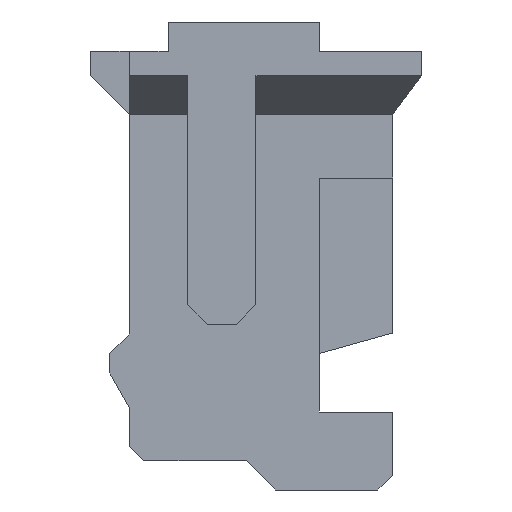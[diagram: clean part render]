
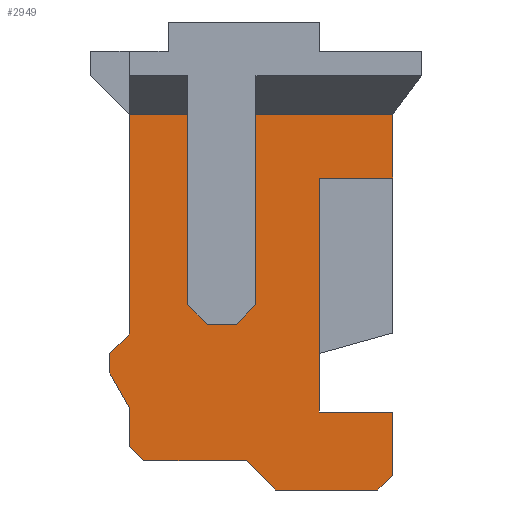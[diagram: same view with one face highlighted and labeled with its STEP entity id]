
A CAD part, left-side view. The second image highlights one B-rep face of the part: STEP entity #2949.
In plain terms, the highlighted planar face has unit normal (-1, 0, 0).
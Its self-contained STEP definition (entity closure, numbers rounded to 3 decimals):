
#322=ORIENTED_EDGE('',*,*,#1142,.T.);
#323=ORIENTED_EDGE('',*,*,#1143,.T.);
#324=ORIENTED_EDGE('',*,*,#1009,.T.);
#325=ORIENTED_EDGE('',*,*,#1144,.F.);
#326=ORIENTED_EDGE('',*,*,#1145,.T.);
#327=ORIENTED_EDGE('',*,*,#1146,.T.);
#328=ORIENTED_EDGE('',*,*,#972,.T.);
#329=ORIENTED_EDGE('',*,*,#1147,.F.);
#330=ORIENTED_EDGE('',*,*,#1148,.F.);
#331=ORIENTED_EDGE('',*,*,#1149,.F.);
#332=ORIENTED_EDGE('',*,*,#1150,.F.);
#333=ORIENTED_EDGE('',*,*,#1151,.F.);
#334=ORIENTED_EDGE('',*,*,#1152,.F.);
#335=ORIENTED_EDGE('',*,*,#1153,.F.);
#336=ORIENTED_EDGE('',*,*,#946,.T.);
#337=ORIENTED_EDGE('',*,*,#1154,.T.);
#338=ORIENTED_EDGE('',*,*,#1155,.T.);
#339=ORIENTED_EDGE('',*,*,#1156,.T.);
#340=ORIENTED_EDGE('',*,*,#942,.T.);
#341=ORIENTED_EDGE('',*,*,#1157,.T.);
#342=ORIENTED_EDGE('',*,*,#1158,.F.);
#343=ORIENTED_EDGE('',*,*,#1159,.F.);
#942=EDGE_CURVE('',#1369,#1368,#1644,.T.);
#946=EDGE_CURVE('',#1373,#1372,#1648,.T.);
#972=EDGE_CURVE('',#1395,#1362,#1673,.T.);
#1009=EDGE_CURVE('',#1425,#1426,#1710,.T.);
#1142=EDGE_CURVE('',#1528,#1529,#1840,.T.);
#1143=EDGE_CURVE('',#1529,#1425,#1841,.T.);
#1144=EDGE_CURVE('',#1530,#1426,#1842,.T.);
#1145=EDGE_CURVE('',#1530,#1531,#1843,.T.);
#1146=EDGE_CURVE('',#1531,#1395,#1844,.T.);
#1147=EDGE_CURVE('',#1532,#1362,#1845,.T.);
#1148=EDGE_CURVE('',#1533,#1532,#1846,.T.);
#1149=EDGE_CURVE('',#1534,#1533,#1847,.T.);
#1150=EDGE_CURVE('',#1535,#1534,#1848,.T.);
#1151=EDGE_CURVE('',#1536,#1535,#1849,.T.);
#1152=EDGE_CURVE('',#1537,#1536,#1850,.T.);
#1153=EDGE_CURVE('',#1373,#1537,#1851,.T.);
#1154=EDGE_CURVE('',#1372,#1538,#1852,.T.);
#1155=EDGE_CURVE('',#1538,#1539,#1853,.T.);
#1156=EDGE_CURVE('',#1539,#1369,#1854,.T.);
#1157=EDGE_CURVE('',#1368,#1540,#1855,.F.);
#1158=EDGE_CURVE('',#1541,#1540,#1856,.T.);
#1159=EDGE_CURVE('',#1528,#1541,#1857,.T.);
#1362=VERTEX_POINT('',#4064);
#1368=VERTEX_POINT('',#4079);
#1369=VERTEX_POINT('',#4081);
#1372=VERTEX_POINT('',#4087);
#1373=VERTEX_POINT('',#4089);
#1395=VERTEX_POINT('',#4139);
#1425=VERTEX_POINT('',#4212);
#1426=VERTEX_POINT('',#4213);
#1528=VERTEX_POINT('',#4474);
#1529=VERTEX_POINT('',#4475);
#1530=VERTEX_POINT('',#4478);
#1531=VERTEX_POINT('',#4480);
#1532=VERTEX_POINT('',#4483);
#1533=VERTEX_POINT('',#4485);
#1534=VERTEX_POINT('',#4487);
#1535=VERTEX_POINT('',#4489);
#1536=VERTEX_POINT('',#4491);
#1537=VERTEX_POINT('',#4493);
#1538=VERTEX_POINT('',#4496);
#1539=VERTEX_POINT('',#4498);
#1540=VERTEX_POINT('',#4501);
#1541=VERTEX_POINT('',#4503);
#1644=LINE('',#4080,#2066);
#1648=LINE('',#4088,#2070);
#1673=LINE('',#4138,#2095);
#1710=LINE('',#4211,#2132);
#1840=LINE('',#4473,#2262);
#1841=LINE('',#4476,#2263);
#1842=LINE('',#4477,#2264);
#1843=LINE('',#4479,#2265);
#1844=LINE('',#4481,#2266);
#1845=LINE('',#4482,#2267);
#1846=LINE('',#4484,#2268);
#1847=LINE('',#4486,#2269);
#1848=LINE('',#4488,#2270);
#1849=LINE('',#4490,#2271);
#1850=LINE('',#4492,#2272);
#1851=LINE('',#4494,#2273);
#1852=LINE('',#4495,#2274);
#1853=LINE('',#4497,#2275);
#1854=LINE('',#4499,#2276);
#1855=LINE('',#4500,#2277);
#1856=LINE('',#4502,#2278);
#1857=LINE('',#4504,#2279);
#2066=VECTOR('',#3298,1000.);
#2070=VECTOR('',#3302,1000.);
#2095=VECTOR('',#3333,1000.);
#2132=VECTOR('',#3382,1000.);
#2262=VECTOR('',#3570,1000.);
#2263=VECTOR('',#3571,1000.);
#2264=VECTOR('',#3572,1000.);
#2265=VECTOR('',#3573,1000.);
#2266=VECTOR('',#3574,1000.);
#2267=VECTOR('',#3575,1000.);
#2268=VECTOR('',#3576,1000.);
#2269=VECTOR('',#3577,1000.);
#2270=VECTOR('',#3578,1000.);
#2271=VECTOR('',#3579,1000.);
#2272=VECTOR('',#3580,1000.);
#2273=VECTOR('',#3581,1000.);
#2274=VECTOR('',#3582,1000.);
#2275=VECTOR('',#3583,1000.);
#2276=VECTOR('',#3584,1000.);
#2277=VECTOR('',#3585,1000.);
#2278=VECTOR('',#3586,1000.);
#2279=VECTOR('',#3587,1000.);
#2481=EDGE_LOOP('',(#322,#323,#324,#325,#326,#327,#328,#329,#330,#331,#332,
#333,#334,#335,#336,#337,#338,#339,#340,#341,#342,#343));
#2641=FACE_BOUND('',#2481,.T.);
#2801=PLANE('',#3120);
#2949=ADVANCED_FACE('',(#2641),#2801,.F.);
#3120=AXIS2_PLACEMENT_3D('',#4472,#3568,#3569);
#3298=DIRECTION('',(0.,0.,-1.));
#3302=DIRECTION('',(0.,0.,-1.));
#3333=DIRECTION('',(0.,0.,1.));
#3382=DIRECTION('',(0.,0.,1.));
#3568=DIRECTION('',(1.,0.,0.));
#3569=DIRECTION('',(0.,0.,-1.));
#3570=DIRECTION('',(0.,-1.,0.));
#3571=DIRECTION('',(0.,-0.707,0.707));
#3572=DIRECTION('',(0.,-1.,0.));
#3573=DIRECTION('',(0.,0.,1.));
#3574=DIRECTION('',(0.,-1.,0.));
#3575=DIRECTION('',(0.,-1.,0.));
#3576=DIRECTION('',(0.,0.,1.));
#3577=DIRECTION('',(0.,-0.707,0.707));
#3578=DIRECTION('',(0.,-1.,0.));
#3579=DIRECTION('',(0.,-0.707,-0.707));
#3580=DIRECTION('',(0.,0.,-1.));
#3581=DIRECTION('',(0.,-1.,0.));
#3582=DIRECTION('',(0.,0.707,-0.707));
#3583=DIRECTION('',(0.,0.,-1.));
#3584=DIRECTION('',(0.,-0.496,-0.868));
#3585=DIRECTION('',(0.,0.707,0.707));
#3586=DIRECTION('',(0.,1.,0.));
#3587=DIRECTION('',(0.,0.707,0.707));
#4064=CARTESIAN_POINT('',(-3.15,-1.2,1.45));
#4079=CARTESIAN_POINT('',(-3.15,1.5,-1.95));
#4080=CARTESIAN_POINT('',(-3.15,1.5,2.4));
#4081=CARTESIAN_POINT('',(-3.15,1.5,-1.55));
#4087=CARTESIAN_POINT('',(-3.15,1.5,-0.8));
#4088=CARTESIAN_POINT('',(-3.15,1.5,2.4));
#4089=CARTESIAN_POINT('',(-3.15,1.5,1.45));
#4138=CARTESIAN_POINT('',(-3.15,-1.2,-2.4));
#4139=CARTESIAN_POINT('',(-3.15,-1.2,0.8));
#4211=CARTESIAN_POINT('',(-3.15,-1.2,-2.4));
#4212=CARTESIAN_POINT('',(-3.15,-1.2,-2.25));
#4213=CARTESIAN_POINT('',(-3.15,-1.2,-1.6));
#4472=CARTESIAN_POINT('',(-3.15,7.962,-2.4));
#4473=CARTESIAN_POINT('',(-3.15,7.962,-2.4));
#4474=CARTESIAN_POINT('',(-3.15,0.,-2.4));
#4475=CARTESIAN_POINT('',(-3.15,-1.05,-2.4));
#4476=CARTESIAN_POINT('',(-3.15,-1.05,-2.4));
#4477=CARTESIAN_POINT('',(-3.15,-0.45,-1.6));
#4478=CARTESIAN_POINT('',(-3.15,-0.45,-1.6));
#4479=CARTESIAN_POINT('',(-3.15,-0.45,0.8));
#4480=CARTESIAN_POINT('',(-3.15,-0.45,0.8));
#4481=CARTESIAN_POINT('',(-3.15,-0.45,0.8));
#4482=CARTESIAN_POINT('',(-3.15,7.962,1.45));
#4483=CARTESIAN_POINT('',(-3.15,0.2,1.45));
#4484=CARTESIAN_POINT('',(-3.15,0.2,-2.4));
#4485=CARTESIAN_POINT('',(-3.15,0.2,-0.5));
#4486=CARTESIAN_POINT('',(-3.15,5.031,-5.331));
#4487=CARTESIAN_POINT('',(-3.15,0.4,-0.7));
#4488=CARTESIAN_POINT('',(-3.15,7.962,-0.7));
#4489=CARTESIAN_POINT('',(-3.15,0.7,-0.7));
#4490=CARTESIAN_POINT('',(-3.15,3.481,2.081));
#4491=CARTESIAN_POINT('',(-3.15,0.9,-0.5));
#4492=CARTESIAN_POINT('',(-3.15,0.9,-2.4));
#4493=CARTESIAN_POINT('',(-3.15,0.9,1.45));
#4494=CARTESIAN_POINT('',(-3.15,7.962,1.45));
#4495=CARTESIAN_POINT('',(-3.15,1.5,-0.8));
#4496=CARTESIAN_POINT('',(-3.15,1.7,-1.));
#4497=CARTESIAN_POINT('',(-3.15,1.7,-0.8));
#4498=CARTESIAN_POINT('',(-3.15,1.7,-1.2));
#4499=CARTESIAN_POINT('',(-3.15,1.5,-1.55));
#4500=CARTESIAN_POINT('',(-3.15,1.35,-2.1));
#4501=CARTESIAN_POINT('',(-3.15,1.35,-2.1));
#4502=CARTESIAN_POINT('',(-3.15,7.962,-2.1));
#4503=CARTESIAN_POINT('',(-3.15,0.3,-2.1));
#4504=CARTESIAN_POINT('',(-3.15,3.981,1.581));
